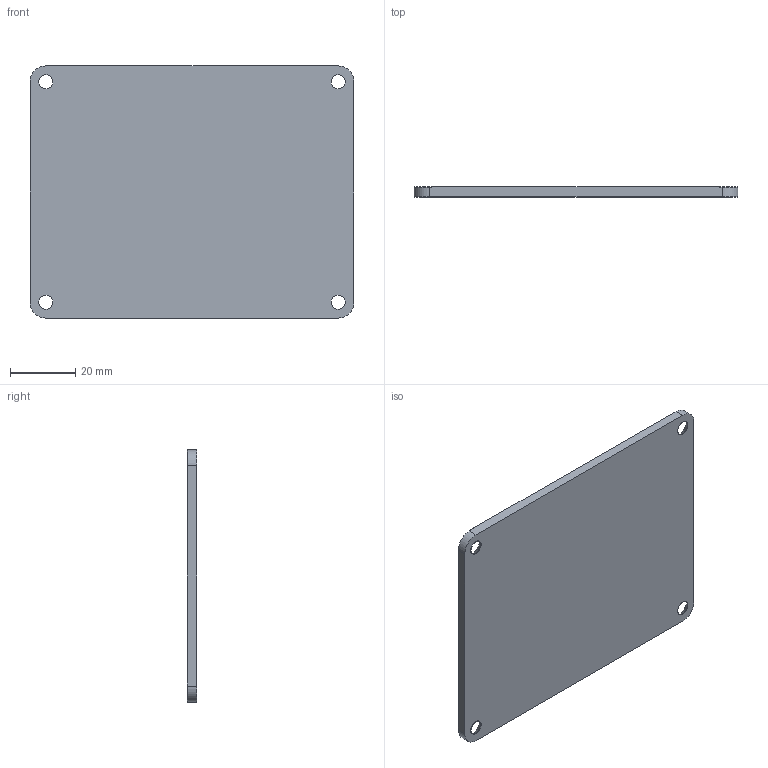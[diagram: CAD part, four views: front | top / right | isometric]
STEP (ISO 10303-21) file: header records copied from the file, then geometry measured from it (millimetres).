
FILE_DESCRIPTION(/* description */ (''),/* implementation_level */ '2;1');
FILE_NAME(/* name */ 'Dimmer-Box-Lid.step',/* time_stamp */ '2023-03-10T16:25:33Z',/* author */ (''),/* organization */ (''),/* preprocessor_version */ 'ST-DEVELOPER v19.2',/* originating_system */ 'Autodesk Translation Framework v11.17.0.187',/* authorisation */ '');
FILE_SCHEMA (('AUTOMOTIVE_DESIGN { 1 0 10303 214 3 1 1 }'));
Length unit declared in the file: millimetre
Products named in the file (1): Lid
Bounding box: 99.6 x 3 x 77.5 mm (x, y, z)
Volume: 22605.7 mm3; surface area: 16421.7 mm2
Topology: 1 solids, 1 shells, 18 faces, 55 edges, 35 vertices
Faces by surface type: cylinder 8, plane 6, cone 4
Full cylindrical faces by diameter (mm): 4.4 x4
Entity records: 661 total; most frequent: CARTESIAN_POINT 127, ORIENTED_EDGE 110, DIRECTION 106, EDGE_CURVE 55, AXIS2_PLACEMENT_3D 41, VERTEX_POINT 35, LINE 24, VECTOR 24
